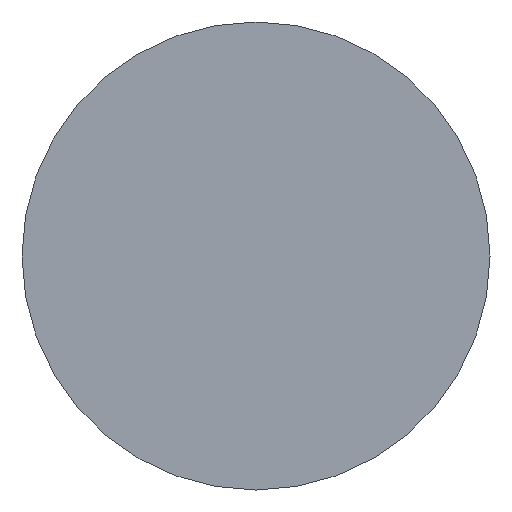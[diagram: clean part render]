
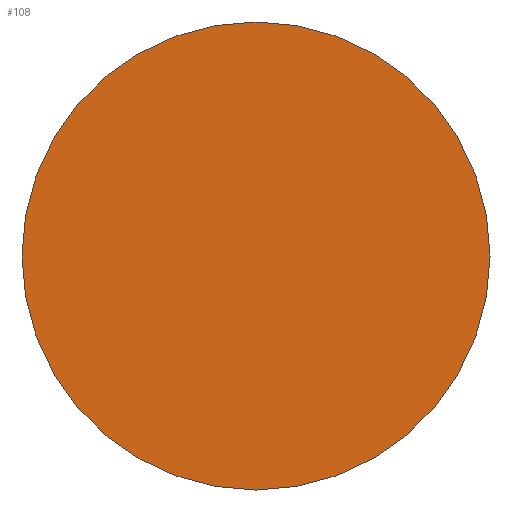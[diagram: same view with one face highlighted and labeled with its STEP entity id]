
A CAD part, front view. The second image highlights one B-rep face of the part: STEP entity #108.
In plain terms, the highlighted planar face has unit normal (0, -1, 0).
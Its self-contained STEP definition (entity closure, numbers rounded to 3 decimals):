
#19=PLANE('',#139);
#25=CIRCLE('',#140,4.25);
#30=FACE_OUTER_BOUND('',#37,.T.);
#37=EDGE_LOOP('',(#95));
#61=VERTEX_POINT('',#261);
#73=EDGE_CURVE('',#61,#61,#25,.T.);
#95=ORIENTED_EDGE('',*,*,#73,.T.);
#108=ADVANCED_FACE('',(#30),#19,.F.);
#139=AXIS2_PLACEMENT_3D('',#260,#159,#160);
#140=AXIS2_PLACEMENT_3D('',#262,#161,#162);
#159=DIRECTION('center_axis',(0.,1.,0.));
#160=DIRECTION('ref_axis',(0.,0.,1.));
#161=DIRECTION('center_axis',(0.,-1.,0.));
#162=DIRECTION('ref_axis',(-1.,0.,0.));
#260=CARTESIAN_POINT('Origin',(0.,-2.5,0.));
#261=CARTESIAN_POINT('',(4.25,-2.5,0.));
#262=CARTESIAN_POINT('Origin',(0.,-2.5,0.));
